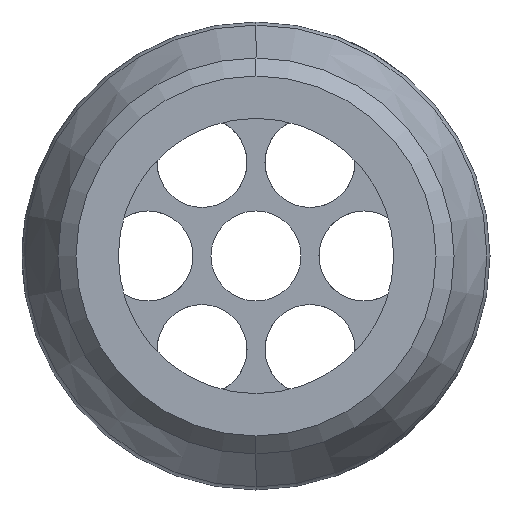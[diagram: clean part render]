
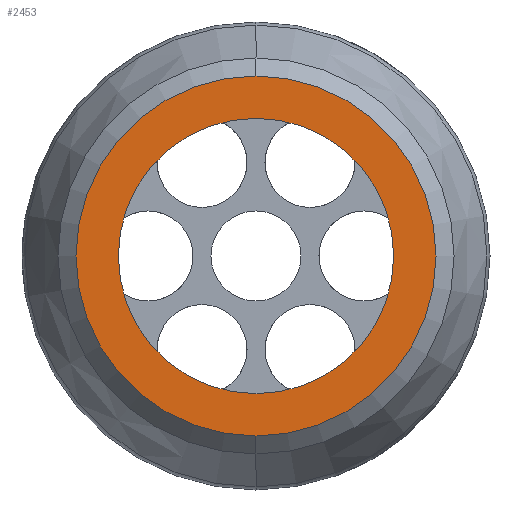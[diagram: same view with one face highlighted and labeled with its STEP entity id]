
A CAD part, left-side view. The second image highlights one B-rep face of the part: STEP entity #2453.
In plain terms, the highlighted planar face has unit normal (-1, 0, 0).
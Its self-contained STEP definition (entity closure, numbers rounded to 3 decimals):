
#40 = CARTESIAN_POINT ( 'NONE',  ( 0., 0., 10. ) ) ;
#47 = FACE_OUTER_BOUND ( 'NONE', #1380, .T. ) ;
#74 = CARTESIAN_POINT ( 'NONE',  ( 0., 0., 7.65 ) ) ;
#106 = CIRCLE ( 'NONE', #529, 7.65 ) ;
#118 = VERTEX_POINT ( 'NONE', #40 ) ;
#138 = EDGE_CURVE ( 'NONE', #118, #1841, #1308, .T. ) ;
#273 = CARTESIAN_POINT ( 'NONE',  ( 0., 0., -10. ) ) ;
#331 = EDGE_CURVE ( 'NONE', #1841, #118, #1335, .T. ) ;
#529 = AXIS2_PLACEMENT_3D ( 'NONE', #1389, #1832, #1181 ) ;
#541 = CARTESIAN_POINT ( 'NONE',  ( 0., 0., 0. ) ) ;
#658 = EDGE_LOOP ( 'NONE', ( #890, #1155 ) ) ;
#692 = DIRECTION ( 'NONE',  ( -1., 0., 0. ) ) ;
#788 = AXIS2_PLACEMENT_3D ( 'NONE', #2290, #692, #1419 ) ;
#890 = ORIENTED_EDGE ( 'NONE', *, *, #2823, .F. ) ;
#901 = CARTESIAN_POINT ( 'NONE',  ( 0., 0., 0. ) ) ;
#983 = DIRECTION ( 'NONE',  ( 0., 0., -1. ) ) ;
#1050 = VERTEX_POINT ( 'NONE', #1874 ) ;
#1155 = ORIENTED_EDGE ( 'NONE', *, *, #2348, .F. ) ;
#1181 = DIRECTION ( 'NONE',  ( 0., 0., 1. ) ) ;
#1308 = CIRCLE ( 'NONE', #788, 10. ) ;
#1335 = CIRCLE ( 'NONE', #2706, 10. ) ;
#1380 = EDGE_LOOP ( 'NONE', ( #2602, #2063 ) ) ;
#1381 = PLANE ( 'NONE',  #1480 ) ;
#1389 = CARTESIAN_POINT ( 'NONE',  ( 0., 0., 0. ) ) ;
#1419 = DIRECTION ( 'NONE',  ( 0., 0., -1. ) ) ;
#1480 = AXIS2_PLACEMENT_3D ( 'NONE', #2087, #2101, #2528 ) ;
#1566 = DIRECTION ( 'NONE',  ( 0., 0., 1. ) ) ;
#1671 = AXIS2_PLACEMENT_3D ( 'NONE', #901, #2207, #1566 ) ;
#1732 = VERTEX_POINT ( 'NONE', #74 ) ;
#1832 = DIRECTION ( 'NONE',  ( -1., 0., 0. ) ) ;
#1841 = VERTEX_POINT ( 'NONE', #273 ) ;
#1874 = CARTESIAN_POINT ( 'NONE',  ( 0., 0., -7.65 ) ) ;
#1889 = FACE_BOUND ( 'NONE', #658, .T. ) ;
#2063 = ORIENTED_EDGE ( 'NONE', *, *, #138, .T. ) ;
#2087 = CARTESIAN_POINT ( 'NONE',  ( 0., 7.65, 0. ) ) ;
#2101 = DIRECTION ( 'NONE',  ( 1., 0., 0. ) ) ;
#2207 = DIRECTION ( 'NONE',  ( -1., 0., 0. ) ) ;
#2290 = CARTESIAN_POINT ( 'NONE',  ( 0., 0., 0. ) ) ;
#2335 = DIRECTION ( 'NONE',  ( -1., 0., 0. ) ) ;
#2348 = EDGE_CURVE ( 'NONE', #1050, #1732, #2421, .T. ) ;
#2421 = CIRCLE ( 'NONE', #1671, 7.65 ) ;
#2453 = ADVANCED_FACE ( 'NONE', ( #47, #1889 ), #1381, .F. ) ;
#2528 = DIRECTION ( 'NONE',  ( 0., 0., -1. ) ) ;
#2602 = ORIENTED_EDGE ( 'NONE', *, *, #331, .T. ) ;
#2706 = AXIS2_PLACEMENT_3D ( 'NONE', #541, #2335, #983 ) ;
#2823 = EDGE_CURVE ( 'NONE', #1732, #1050, #106, .T. ) ;
